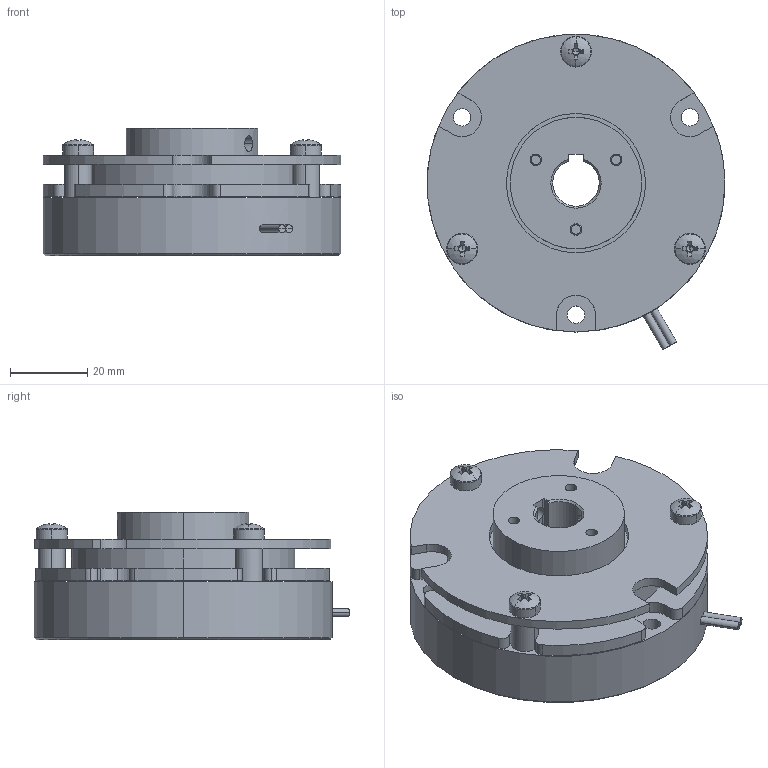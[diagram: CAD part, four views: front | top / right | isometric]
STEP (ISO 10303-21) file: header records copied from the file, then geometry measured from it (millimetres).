
FILE_DESCRIPTION (( 'STEP AP203' ), '1' );
FILE_NAME ('RNB 0.2ZG-N_23779000.STEP', '2016-07-15T01:04:33', ( ' ' ), ( '' ), 'SwSTEP 2.0', 'SolidWorks 2009', '' );
FILE_SCHEMA (( 'CONFIG_CONTROL_DESIGN' ));
Length unit declared in the file: millimetre
Products named in the file (1): RNB 0.2ZG-N_23779000
Bounding box: 77 x 81.55 x 33 mm (x, y, z)
Volume: 100795.1 mm3; surface area: 36189.8 mm2
Topology: 1 solids, 1 shells, 311 faces, 785 edges, 492 vertices
Faces by surface type: plane 133, cylinder 118, cone 38, sphere 12, torus 10
Entity records: 9686 total; most frequent: CARTESIAN_POINT 1915, DIRECTION 1739, ORIENTED_EDGE 1538, EDGE_CURVE 769, AXIS2_PLACEMENT_3D 700, VERTEX_POINT 492, CIRCLE 388, EDGE_LOOP 361
